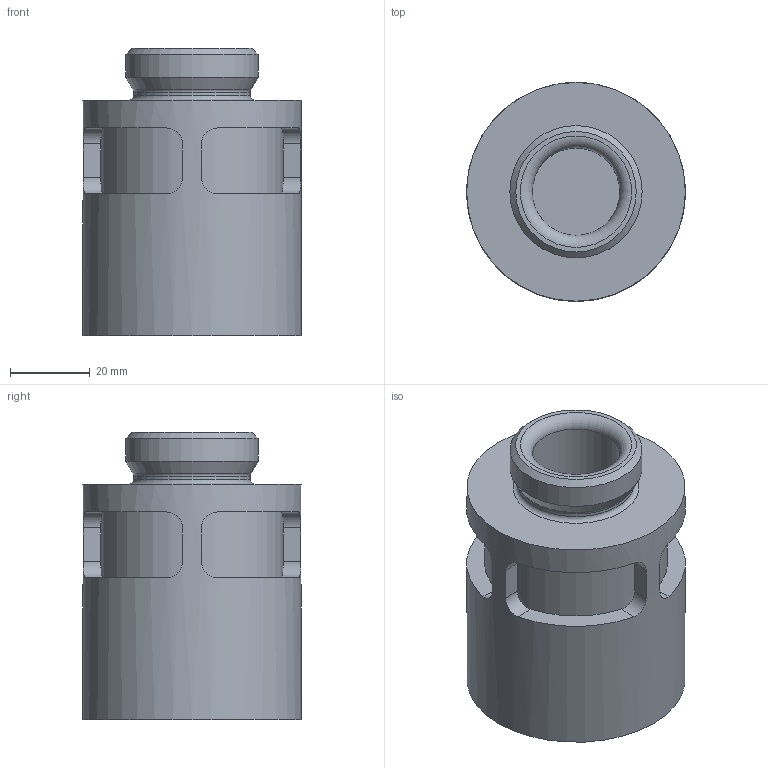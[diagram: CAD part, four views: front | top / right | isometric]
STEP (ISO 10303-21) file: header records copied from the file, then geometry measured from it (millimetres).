
FILE_DESCRIPTION(/* description */ ('STEP AP214'),/* implementation_level */ '2;1');
FILE_NAME(/* name */ '1901207_UOS-1-LF',/* time_stamp */ '2024-09-12T17:07:51+02:00',/* author */ ('License CC BY-ND 4.0'),/* organization */ ('CADENAS'),/* preprocessor_version */ 'ST-DEVELOPER v19.3',/* originating_system */ 'PARTsolutions',/* authorisation */ ' ');
FILE_SCHEMA (('AUTOMOTIVE_DESIGN {1 0 10303 214 3 1 1}'));
Length unit declared in the file: millimetre
Products named in the file (1): 1901207 UOS-1-LF
Bounding box: 55 x 55 x 72.2 mm (x, y, z)
Volume: 122659.6 mm3; surface area: 19789.2 mm2
Topology: 1 solids, 1 shells, 56 faces, 129 edges, 84 vertices
Faces by surface type: cylinder 27, plane 23, cone 3, torus 3
Full cylindrical faces by diameter (mm): 22 x1, 29.3 x1, 33.25 x1, 41 x1, 43.8 x1, 50 x1, 55 x1
Entity records: 1987 total; most frequent: CARTESIAN_POINT 383, DIRECTION 232, ORIENTED_EDGE 230, EDGE_CURVE 115, AXIS2_PLACEMENT_3D 92, VERTEX_POINT 83, EDGE_LOOP 78, FACE_BOUND 78
